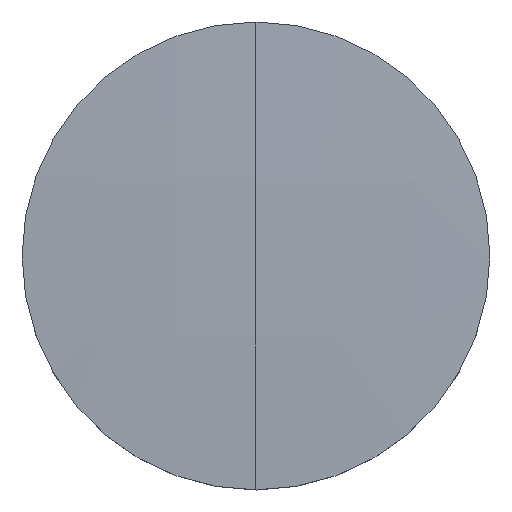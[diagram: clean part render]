
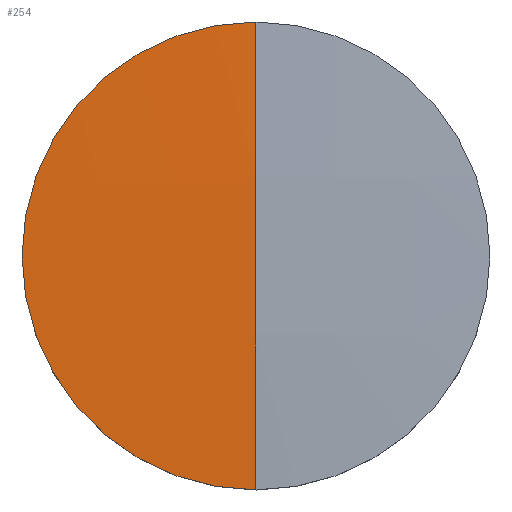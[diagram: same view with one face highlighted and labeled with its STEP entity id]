
A CAD part, top view. The second image highlights one B-rep face of the part: STEP entity #254.
In plain terms, the highlighted free-form (B-spline) face has degree [3, 3] with [4, 4] control points.
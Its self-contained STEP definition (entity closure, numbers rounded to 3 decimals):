
#4 = CARTESIAN_POINT ( 'NONE',  ( -4.261, -2.144, 2.201 ) ) ;
#9 = VERTEX_POINT ( 'NONE', #72 ) ;
#15 = EDGE_CURVE ( 'NONE', #115, #9, #195, .T. ) ;
#22 = CARTESIAN_POINT ( 'NONE',  ( 0., -2.144, 2.248 ) ) ;
#29 = ORIENTED_EDGE ( 'NONE', *, *, #15, .T. ) ;
#36 = CIRCLE ( 'NONE', #98, 6.35 ) ;
#45 = CARTESIAN_POINT ( 'NONE',  ( -2.128, -6.426, 2.055 ) ) ;
#62 = DIRECTION ( 'NONE',  ( 1., 0., 0. ) ) ;
#65 = CARTESIAN_POINT ( 'NONE',  ( 0., 0., 2.058 ) ) ;
#72 = CARTESIAN_POINT ( 'NONE',  ( 0., 6.35, 2.058 ) ) ;
#86 = CARTESIAN_POINT ( 'NONE',  ( -4.261, 2.144, 2.201 ) ) ;
#98 = AXIS2_PLACEMENT_3D ( 'NONE', #105, #124, #62 ) ;
#105 = CARTESIAN_POINT ( 'NONE',  ( 0., 0., 2.058 ) ) ;
#107 = VERTEX_POINT ( 'NONE', #173 ) ;
#108 = CARTESIAN_POINT ( 'NONE',  ( 0., -6.426, 2.055 ) ) ;
#114 = EDGE_LOOP ( 'NONE', ( #245, #29, #206 ) ) ;
#115 = VERTEX_POINT ( 'NONE', #244 ) ;
#117 = CARTESIAN_POINT ( 'NONE',  ( 0., 0., -140.25 ) ) ;
#124 = DIRECTION ( 'NONE',  ( 0., 0., -1. ) ) ;
#129 = CARTESIAN_POINT ( 'NONE',  ( -6.382, 6.426, 1.912 ) ) ;
#154 = CARTESIAN_POINT ( 'NONE',  ( -4.256, -6.426, 2.007 ) ) ;
#158 = CARTESIAN_POINT ( 'NONE',  ( -2.131, -2.144, 2.248 ) ) ;
#173 = CARTESIAN_POINT ( 'NONE',  ( -6.35, 0., 2.058 ) ) ;
#174 = CARTESIAN_POINT ( 'NONE',  ( -6.39, -2.144, 2.105 ) ) ;
#175 = DIRECTION ( 'NONE',  ( 0., 0., -1. ) ) ;
#195 = CIRCLE ( 'NONE', #294, 142.45 ) ;
#204 =( BOUNDED_SURFACE ( )  B_SPLINE_SURFACE ( 3, 3, ( 
 ( #108, #45, #154, #228 ),
 ( #22, #158, #4, #174 ),
 ( #271, #247, #86, #229 ),
 ( #225, #274, #226, #129 ) ),
 .UNSPECIFIED., .F., .F., .F. ) 
 B_SPLINE_SURFACE_WITH_KNOTS ( ( 4, 4 ),
 ( 4, 4 ),
 ( 0., 1. ),
 ( 0., 1. ),
 .UNSPECIFIED. ) 
 GEOMETRIC_REPRESENTATION_ITEM ( )  RATIONAL_B_SPLINE_SURFACE ( (
 ( 1., 1., 1., 1.),
 ( 0.999, 0.999, 0.999, 0.999),
 ( 0.999, 0.999, 0.999, 0.999),
 ( 1., 1., 1., 1.) ) ) 
 REPRESENTATION_ITEM ( '' )  SURFACE ( )  );
#206 = ORIENTED_EDGE ( 'NONE', *, *, #260, .F. ) ;
#212 = FACE_OUTER_BOUND ( 'NONE', #114, .T. ) ;
#225 = CARTESIAN_POINT ( 'NONE',  ( 0., 6.426, 2.055 ) ) ;
#226 = CARTESIAN_POINT ( 'NONE',  ( -4.256, 6.426, 2.007 ) ) ;
#228 = CARTESIAN_POINT ( 'NONE',  ( -6.382, -6.426, 1.912 ) ) ;
#229 = CARTESIAN_POINT ( 'NONE',  ( -6.39, 2.144, 2.105 ) ) ;
#236 = EDGE_CURVE ( 'NONE', #115, #107, #267, .T. ) ;
#240 = DIRECTION ( 'NONE',  ( 0., -1., 0. ) ) ;
#244 = CARTESIAN_POINT ( 'NONE',  ( 0., -6.35, 2.058 ) ) ;
#245 = ORIENTED_EDGE ( 'NONE', *, *, #236, .F. ) ;
#247 = CARTESIAN_POINT ( 'NONE',  ( -2.131, 2.144, 2.248 ) ) ;
#254 = ADVANCED_FACE ( 'NONE', ( #212 ), #204, .T. ) ;
#256 = AXIS2_PLACEMENT_3D ( 'NONE', #65, #175, #276 ) ;
#260 = EDGE_CURVE ( 'NONE', #107, #9, #36, .T. ) ;
#261 = DIRECTION ( 'NONE',  ( -1., 0., 0. ) ) ;
#267 = CIRCLE ( 'NONE', #256, 6.35 ) ;
#271 = CARTESIAN_POINT ( 'NONE',  ( 0., 2.144, 2.248 ) ) ;
#274 = CARTESIAN_POINT ( 'NONE',  ( -2.128, 6.426, 2.055 ) ) ;
#276 = DIRECTION ( 'NONE',  ( 1., 0., 0. ) ) ;
#294 = AXIS2_PLACEMENT_3D ( 'NONE', #117, #261, #240 ) ;
